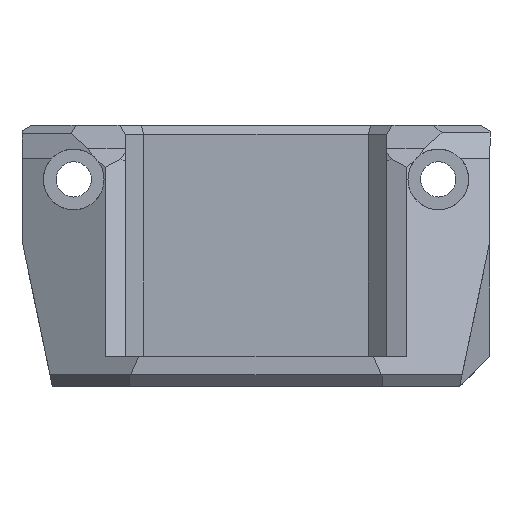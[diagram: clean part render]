
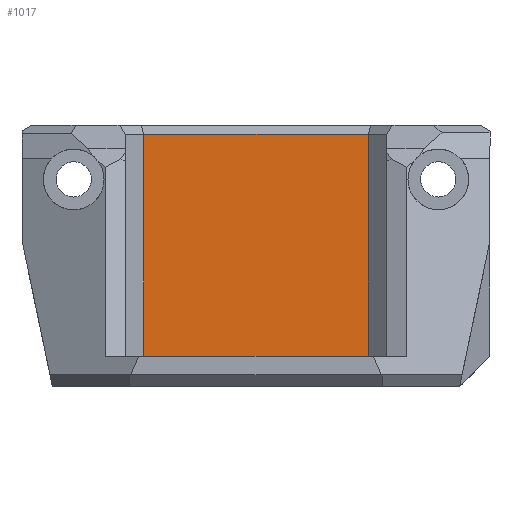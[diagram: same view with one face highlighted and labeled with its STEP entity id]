
A CAD part, front view. The second image highlights one B-rep face of the part: STEP entity #1017.
In plain terms, the highlighted planar face has unit normal (0, -1, 0).
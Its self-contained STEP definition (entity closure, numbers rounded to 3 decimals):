
#146 = EDGE_CURVE ( 'NONE', #3296, #3604, #1541, .T. ) ;
#259 = LINE ( 'NONE', #1134, #2021 ) ;
#371 = VERTEX_POINT ( 'NONE', #1538 ) ;
#544 = EDGE_CURVE ( 'NONE', #371, #1875, #2232, .T. ) ;
#591 = ORIENTED_EDGE ( 'NONE', *, *, #2119, .F. ) ;
#659 = CARTESIAN_POINT ( 'NONE',  ( 3.5, -6.7, 4.998 ) ) ;
#722 = FACE_OUTER_BOUND ( 'NONE', #1627, .T. ) ;
#746 = DIRECTION ( 'NONE',  ( -1., 0., 0. ) ) ;
#1017 = ADVANCED_FACE ( 'NONE', ( #722 ), #1651, .F. ) ;
#1042 = CARTESIAN_POINT ( 'NONE',  ( -15., -6.7, 4.998 ) ) ;
#1134 = CARTESIAN_POINT ( 'NONE',  ( -15., -6.7, 41.5 ) ) ;
#1236 = VECTOR ( 'NONE', #2272, 1000. ) ;
#1451 = ORIENTED_EDGE ( 'NONE', *, *, #146, .T. ) ;
#1538 = CARTESIAN_POINT ( 'NONE',  ( -15., -6.7, 41.5 ) ) ;
#1541 = LINE ( 'NONE', #2458, #3523 ) ;
#1627 = EDGE_LOOP ( 'NONE', ( #1451, #3294, #2832, #591 ) ) ;
#1651 = PLANE ( 'NONE',  #2675 ) ;
#1705 = DIRECTION ( 'NONE',  ( -1., 0., 0. ) ) ;
#1875 = VERTEX_POINT ( 'NONE', #2328 ) ;
#1939 = EDGE_CURVE ( 'NONE', #3604, #371, #259, .T. ) ;
#2021 = VECTOR ( 'NONE', #1705, 1000. ) ;
#2119 = EDGE_CURVE ( 'NONE', #3296, #1875, #2861, .T. ) ;
#2232 = LINE ( 'NONE', #1042, #1236 ) ;
#2272 = DIRECTION ( 'NONE',  ( 0., 0., -1. ) ) ;
#2328 = CARTESIAN_POINT ( 'NONE',  ( -15., -6.7, 5. ) ) ;
#2458 = CARTESIAN_POINT ( 'NONE',  ( 22., -6.7, 53. ) ) ;
#2577 = DIRECTION ( 'NONE',  ( 0., 1., 0. ) ) ;
#2615 = VECTOR ( 'NONE', #746, 1000. ) ;
#2675 = AXIS2_PLACEMENT_3D ( 'NONE', #659, #2577, #3771 ) ;
#2733 = CARTESIAN_POINT ( 'NONE',  ( 22., -6.7, 41.5 ) ) ;
#2832 = ORIENTED_EDGE ( 'NONE', *, *, #544, .T. ) ;
#2861 = LINE ( 'NONE', #3484, #2615 ) ;
#3294 = ORIENTED_EDGE ( 'NONE', *, *, #1939, .T. ) ;
#3296 = VERTEX_POINT ( 'NONE', #3761 ) ;
#3484 = CARTESIAN_POINT ( 'NONE',  ( 3.5, -6.7, 5. ) ) ;
#3523 = VECTOR ( 'NONE', #3894, 1000. ) ;
#3604 = VERTEX_POINT ( 'NONE', #2733 ) ;
#3761 = CARTESIAN_POINT ( 'NONE',  ( 22., -6.7, 5. ) ) ;
#3771 = DIRECTION ( 'NONE',  ( 0., 0., -1. ) ) ;
#3894 = DIRECTION ( 'NONE',  ( 0., 0., 1. ) ) ;
